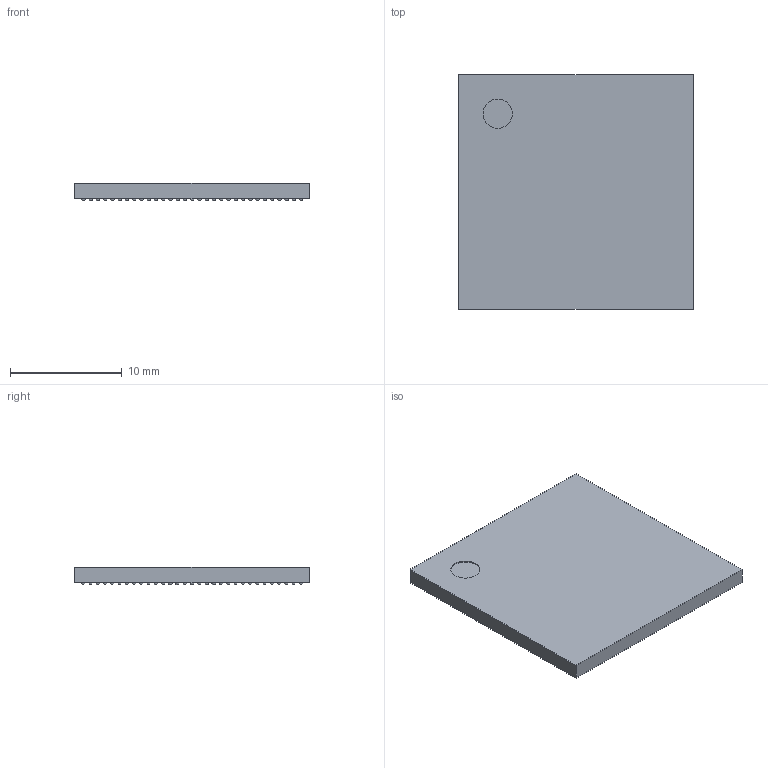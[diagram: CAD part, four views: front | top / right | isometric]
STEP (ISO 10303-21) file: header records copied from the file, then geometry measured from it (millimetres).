
FILE_DESCRIPTION(('Open CASCADE Model'),'2;1');
FILE_NAME('Open CASCADE Shape Model','2023-02-13T22:19:55',('Author'),( 'Open CASCADE'),'Open CASCADE STEP processor 7.5','Open CASCADE 7.5' ,'Unknown');
FILE_SCHEMA(('AUTOMOTIVE_DESIGN { 1 0 10303 214 1 1 1 1 }'));
Length unit declared in the file: millimetre
Products named in the file (5): BGA828C65P31X31_2102X2102X161.step; Open CASCADE STEP translator 7.5 3.1; Body; Open CASCADE STEP translator 7.5 3.2.1; ball
Assembly tree (964 placements, depth 3):
  BGA828C65P31X31_2102X2102X161.step
    Open CASCADE STEP translator 7.5 3.1
    Body
      Open CASCADE STEP translator 7.5 3.2.1
    ball  x961
Bounding box: 21.03 x 21.03 x 1.61 mm (x, y, z)
Volume: 644.6 mm3; surface area: 1379.2 mm2
Topology: 962 solids, 963 shells, 970 faces, 2899 edges, 1933 vertices
Faces by surface type: sphere 961, plane 8, cylinder 1
Full cylindrical faces by diameter (mm): 2.629 x1
Entity records: 8229 total; most frequent: DIRECTION 2000, CARTESIAN_POINT 1034, AXIS2_PLACEMENT_3D 978, PRODUCT_DEFINITION_SHAPE 969, CONTEXT_DEPENDENT_SHAPE_REPRESENTATION 964, ITEM_DEFINED_TRANSFORMATION 964, NEXT_ASSEMBLY_USAGE_OCCURRENCE 964, LINE 41
